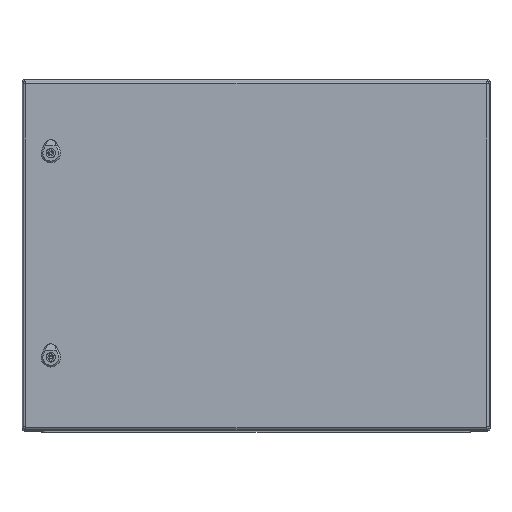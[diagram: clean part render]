
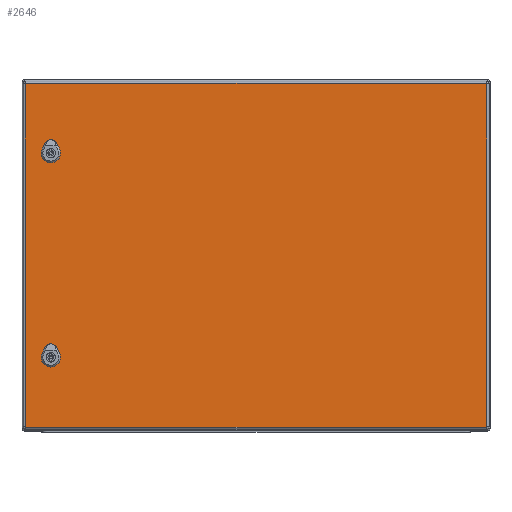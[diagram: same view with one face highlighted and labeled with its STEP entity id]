
A CAD part, top view. The second image highlights one B-rep face of the part: STEP entity #2646.
In plain terms, the highlighted face is planar.
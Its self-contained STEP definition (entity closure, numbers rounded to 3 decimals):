
#1549=FACE_BOUND('',#4009,.T.);
#1550=FACE_BOUND('',#4010,.T.);
#1551=FACE_BOUND('',#4011,.T.);
#2201=CIRCLE('',#10757,1.);
#2202=CIRCLE('',#10758,1.);
#2203=CIRCLE('',#10759,1.);
#2204=CIRCLE('',#10760,1.);
#2205=CIRCLE('',#10761,11.25);
#2206=CIRCLE('',#10762,11.25);
#2207=CIRCLE('',#10763,11.25);
#2208=CIRCLE('',#10764,11.25);
#2209=CIRCLE('',#10765,11.25);
#2210=CIRCLE('',#10766,11.25);
#2211=CIRCLE('',#10767,11.25);
#2212=CIRCLE('',#10768,11.25);
#2646=ADVANCED_FACE('',(#1549,#1550,#1551),#2955,.F.);
#2955=PLANE('',#10769);
#4009=EDGE_LOOP('',(#5635,#5636,#5637,#5638,#5639,#5640,#5641,#5642));
#4010=EDGE_LOOP('',(#5643,#5644,#5645,#5646,#5647,#5648,#5649,#5650));
#4011=EDGE_LOOP('',(#5651,#5652,#5653,#5654,#5655,#5656,#5657,#5658));
#5635=ORIENTED_EDGE('',*,*,#8321,.F.);
#5636=ORIENTED_EDGE('',*,*,#8322,.F.);
#5637=ORIENTED_EDGE('',*,*,#8323,.F.);
#5638=ORIENTED_EDGE('',*,*,#8324,.F.);
#5639=ORIENTED_EDGE('',*,*,#8325,.F.);
#5640=ORIENTED_EDGE('',*,*,#8326,.F.);
#5641=ORIENTED_EDGE('',*,*,#8327,.F.);
#5642=ORIENTED_EDGE('',*,*,#8328,.F.);
#5643=ORIENTED_EDGE('',*,*,#8329,.T.);
#5644=ORIENTED_EDGE('',*,*,#8330,.T.);
#5645=ORIENTED_EDGE('',*,*,#8331,.T.);
#5646=ORIENTED_EDGE('',*,*,#8332,.T.);
#5647=ORIENTED_EDGE('',*,*,#8333,.T.);
#5648=ORIENTED_EDGE('',*,*,#8334,.T.);
#5649=ORIENTED_EDGE('',*,*,#8335,.T.);
#5650=ORIENTED_EDGE('',*,*,#8336,.T.);
#5651=ORIENTED_EDGE('',*,*,#8337,.F.);
#5652=ORIENTED_EDGE('',*,*,#8338,.F.);
#5653=ORIENTED_EDGE('',*,*,#8339,.F.);
#5654=ORIENTED_EDGE('',*,*,#8340,.F.);
#5655=ORIENTED_EDGE('',*,*,#8341,.F.);
#5656=ORIENTED_EDGE('',*,*,#8342,.F.);
#5657=ORIENTED_EDGE('',*,*,#8343,.F.);
#5658=ORIENTED_EDGE('',*,*,#8344,.F.);
#7291=VERTEX_POINT('',#15868);
#7292=VERTEX_POINT('',#15869);
#7293=VERTEX_POINT('',#15871);
#7294=VERTEX_POINT('',#15873);
#7295=VERTEX_POINT('',#15875);
#7296=VERTEX_POINT('',#15877);
#7297=VERTEX_POINT('',#15879);
#7298=VERTEX_POINT('',#15881);
#7299=VERTEX_POINT('',#15884);
#7300=VERTEX_POINT('',#15885);
#7301=VERTEX_POINT('',#15887);
#7302=VERTEX_POINT('',#15889);
#7303=VERTEX_POINT('',#15891);
#7304=VERTEX_POINT('',#15893);
#7305=VERTEX_POINT('',#15895);
#7306=VERTEX_POINT('',#15897);
#7307=VERTEX_POINT('',#15900);
#7308=VERTEX_POINT('',#15901);
#7309=VERTEX_POINT('',#15903);
#7310=VERTEX_POINT('',#15905);
#7311=VERTEX_POINT('',#15907);
#7312=VERTEX_POINT('',#15909);
#7313=VERTEX_POINT('',#15911);
#7314=VERTEX_POINT('',#15913);
#8321=EDGE_CURVE('',#7291,#7292,#2201,.T.);
#8322=EDGE_CURVE('',#7293,#7291,#9145,.T.);
#8323=EDGE_CURVE('',#7294,#7293,#2202,.T.);
#8324=EDGE_CURVE('',#7295,#7294,#9146,.T.);
#8325=EDGE_CURVE('',#7296,#7295,#2203,.T.);
#8326=EDGE_CURVE('',#7297,#7296,#9147,.T.);
#8327=EDGE_CURVE('',#7298,#7297,#2204,.T.);
#8328=EDGE_CURVE('',#7292,#7298,#9148,.T.);
#8329=EDGE_CURVE('',#7299,#7300,#9149,.T.);
#8330=EDGE_CURVE('',#7300,#7301,#2205,.T.);
#8331=EDGE_CURVE('',#7301,#7302,#9150,.T.);
#8332=EDGE_CURVE('',#7302,#7303,#2206,.T.);
#8333=EDGE_CURVE('',#7303,#7304,#9151,.T.);
#8334=EDGE_CURVE('',#7304,#7305,#2207,.T.);
#8335=EDGE_CURVE('',#7305,#7306,#9152,.T.);
#8336=EDGE_CURVE('',#7306,#7299,#2208,.T.);
#8337=EDGE_CURVE('',#7307,#7308,#2209,.T.);
#8338=EDGE_CURVE('',#7309,#7307,#9153,.T.);
#8339=EDGE_CURVE('',#7310,#7309,#2210,.T.);
#8340=EDGE_CURVE('',#7311,#7310,#9154,.T.);
#8341=EDGE_CURVE('',#7312,#7311,#2211,.T.);
#8342=EDGE_CURVE('',#7313,#7312,#9155,.T.);
#8343=EDGE_CURVE('',#7314,#7313,#2212,.T.);
#8344=EDGE_CURVE('',#7308,#7314,#9156,.T.);
#9145=LINE('',#15870,#9797);
#9146=LINE('',#15874,#9798);
#9147=LINE('',#15878,#9799);
#9148=LINE('',#15882,#9800);
#9149=LINE('',#15883,#9801);
#9150=LINE('',#15888,#9802);
#9151=LINE('',#15892,#9803);
#9152=LINE('',#15896,#9804);
#9153=LINE('',#15902,#9805);
#9154=LINE('',#15906,#9806);
#9155=LINE('',#15910,#9807);
#9156=LINE('',#15914,#9808);
#9797=VECTOR('',#12831,1.);
#9798=VECTOR('',#12834,1.);
#9799=VECTOR('',#12837,1.);
#9800=VECTOR('',#12840,1.);
#9801=VECTOR('',#12841,1.);
#9802=VECTOR('',#12844,1.);
#9803=VECTOR('',#12847,1.);
#9804=VECTOR('',#12850,1.);
#9805=VECTOR('',#12855,1.);
#9806=VECTOR('',#12858,1.);
#9807=VECTOR('',#12861,1.);
#9808=VECTOR('',#12864,1.);
#10757=AXIS2_PLACEMENT_3D('',#15867,#12829,#12830);
#10758=AXIS2_PLACEMENT_3D('',#15872,#12832,#12833);
#10759=AXIS2_PLACEMENT_3D('',#15876,#12835,#12836);
#10760=AXIS2_PLACEMENT_3D('',#15880,#12838,#12839);
#10761=AXIS2_PLACEMENT_3D('',#15886,#12842,#12843);
#10762=AXIS2_PLACEMENT_3D('',#15890,#12845,#12846);
#10763=AXIS2_PLACEMENT_3D('',#15894,#12848,#12849);
#10764=AXIS2_PLACEMENT_3D('',#15898,#12851,#12852);
#10765=AXIS2_PLACEMENT_3D('',#15899,#12853,#12854);
#10766=AXIS2_PLACEMENT_3D('',#15904,#12856,#12857);
#10767=AXIS2_PLACEMENT_3D('',#15908,#12859,#12860);
#10768=AXIS2_PLACEMENT_3D('',#15912,#12862,#12863);
#10769=AXIS2_PLACEMENT_3D('',#15915,#12865,#12866);
#12829=DIRECTION('',(0.,0.,1.));
#12830=DIRECTION('',(1.,0.,0.));
#12831=DIRECTION('',(0.,-1.,0.));
#12832=DIRECTION('',(0.,0.,1.));
#12833=DIRECTION('',(1.,0.,0.));
#12834=DIRECTION('',(-1.,0.,0.));
#12835=DIRECTION('',(0.,0.,1.));
#12836=DIRECTION('',(1.,0.,0.));
#12837=DIRECTION('',(0.,1.,0.));
#12838=DIRECTION('',(0.,0.,1.));
#12839=DIRECTION('',(1.,0.,0.));
#12840=DIRECTION('',(1.,0.,0.));
#12841=DIRECTION('',(-1.,0.,0.));
#12842=DIRECTION('',(0.,0.,1.));
#12843=DIRECTION('',(1.,0.,0.));
#12844=DIRECTION('',(0.,-1.,0.));
#12845=DIRECTION('',(0.,0.,1.));
#12846=DIRECTION('',(1.,0.,0.));
#12847=DIRECTION('',(1.,0.,0.));
#12848=DIRECTION('',(0.,0.,1.));
#12849=DIRECTION('',(1.,0.,0.));
#12850=DIRECTION('',(0.,1.,0.));
#12851=DIRECTION('',(0.,0.,1.));
#12852=DIRECTION('',(1.,0.,0.));
#12853=DIRECTION('',(0.,0.,-1.));
#12854=DIRECTION('',(1.,0.,0.));
#12855=DIRECTION('',(-1.,0.,0.));
#12856=DIRECTION('',(0.,0.,-1.));
#12857=DIRECTION('',(1.,0.,0.));
#12858=DIRECTION('',(0.,-1.,0.));
#12859=DIRECTION('',(0.,0.,-1.));
#12860=DIRECTION('',(1.,0.,0.));
#12861=DIRECTION('',(1.,0.,0.));
#12862=DIRECTION('',(0.,0.,-1.));
#12863=DIRECTION('',(1.,0.,0.));
#12864=DIRECTION('',(0.,1.,0.));
#12865=DIRECTION('',(0.,0.,1.));
#12866=DIRECTION('',(1.,0.,0.));
#15867=CARTESIAN_POINT('',(-393.75,-293.,0.));
#15868=CARTESIAN_POINT('',(-394.75,-293.,0.));
#15869=CARTESIAN_POINT('',(-393.75,-294.,0.));
#15870=CARTESIAN_POINT('',(-394.75,293.,0.));
#15871=CARTESIAN_POINT('',(-394.75,293.,0.));
#15872=CARTESIAN_POINT('',(-393.75,293.,0.));
#15873=CARTESIAN_POINT('',(-393.75,294.,0.));
#15874=CARTESIAN_POINT('',(393.75,294.,0.));
#15875=CARTESIAN_POINT('',(393.75,294.,0.));
#15876=CARTESIAN_POINT('',(393.75,293.,0.));
#15877=CARTESIAN_POINT('',(394.75,293.,0.));
#15878=CARTESIAN_POINT('',(394.75,-293.,0.));
#15879=CARTESIAN_POINT('',(394.75,-293.,0.));
#15880=CARTESIAN_POINT('',(393.75,-293.,0.));
#15881=CARTESIAN_POINT('',(393.75,-294.,0.));
#15882=CARTESIAN_POINT('',(-393.75,-294.,0.));
#15883=CARTESIAN_POINT('',(-393.75,184.7,0.));
#15884=CARTESIAN_POINT('',(355.496,184.7,0.));
#15885=CARTESIAN_POINT('',(346.004,184.7,0.));
#15886=CARTESIAN_POINT('',(350.75,174.5,0.));
#15887=CARTESIAN_POINT('',(340.55,179.246,0.));
#15888=CARTESIAN_POINT('',(340.55,293.,0.));
#15889=CARTESIAN_POINT('',(340.55,169.754,0.));
#15890=CARTESIAN_POINT('',(350.75,174.5,0.));
#15891=CARTESIAN_POINT('',(346.004,164.3,0.));
#15892=CARTESIAN_POINT('',(-393.75,164.3,0.));
#15893=CARTESIAN_POINT('',(355.496,164.3,0.));
#15894=CARTESIAN_POINT('',(350.75,174.5,0.));
#15895=CARTESIAN_POINT('',(360.95,169.754,0.));
#15896=CARTESIAN_POINT('',(360.95,293.,0.));
#15897=CARTESIAN_POINT('',(360.95,179.246,0.));
#15898=CARTESIAN_POINT('',(350.75,174.5,0.));
#15899=CARTESIAN_POINT('',(350.75,-174.5,0.));
#15900=CARTESIAN_POINT('',(346.004,-184.7,0.));
#15901=CARTESIAN_POINT('',(340.55,-179.246,0.));
#15902=CARTESIAN_POINT('',(-393.75,-184.7,0.));
#15903=CARTESIAN_POINT('',(355.496,-184.7,0.));
#15904=CARTESIAN_POINT('',(350.75,-174.5,0.));
#15905=CARTESIAN_POINT('',(360.95,-179.246,0.));
#15906=CARTESIAN_POINT('',(360.95,293.,0.));
#15907=CARTESIAN_POINT('',(360.95,-169.754,0.));
#15908=CARTESIAN_POINT('',(350.75,-174.5,0.));
#15909=CARTESIAN_POINT('',(355.496,-164.3,0.));
#15910=CARTESIAN_POINT('',(-393.75,-164.3,0.));
#15911=CARTESIAN_POINT('',(346.004,-164.3,0.));
#15912=CARTESIAN_POINT('',(350.75,-174.5,0.));
#15913=CARTESIAN_POINT('',(340.55,-169.754,0.));
#15914=CARTESIAN_POINT('',(340.55,293.,0.));
#15915=CARTESIAN_POINT('',(-393.75,293.,0.));
